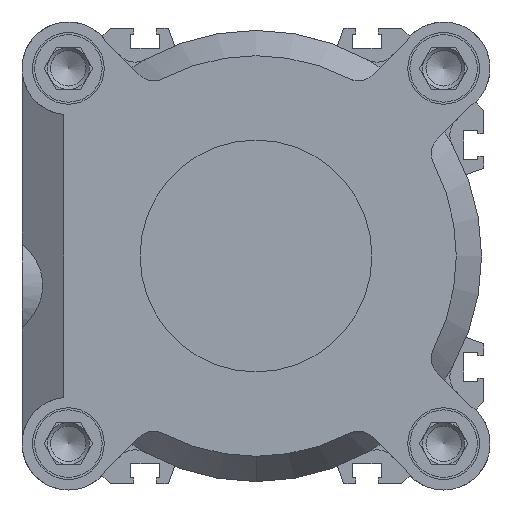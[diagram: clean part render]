
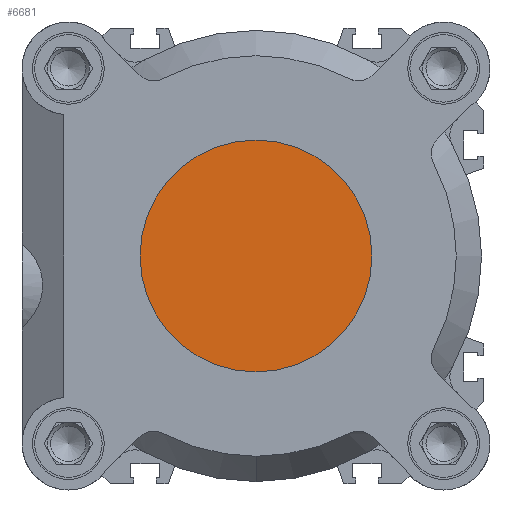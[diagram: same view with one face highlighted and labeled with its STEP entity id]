
A CAD part, left-side view. The second image highlights one B-rep face of the part: STEP entity #6681.
In plain terms, the highlighted face is planar.
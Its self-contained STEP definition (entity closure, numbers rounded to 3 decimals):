
#1813=VERTEX_POINT('',#10152);
#2422=CIRCLE('',#7190,27.5);
#2895=EDGE_CURVE('',#1813,#1813,#2422,.T.);
#4095=ORIENTED_EDGE('',*,*,#2895,.T.);
#5811=EDGE_LOOP('',(#4095));
#6252=FACE_BOUND('',#5811,.T.);
#6681=ADVANCED_FACE('',(#6252),#11831,.F.);
#7190=AXIS2_PLACEMENT_3D('',#10153,#8167,#8168);
#7191=AXIS2_PLACEMENT_3D('',#10154,#8169,$);
#8167=DIRECTION('',(1.,0.,0.));
#8168=DIRECTION('',(0.,0.,-27.5));
#8169=DIRECTION('',(-1.,0.,0.));
#10152=CARTESIAN_POINT('',(44.,0.,-27.5));
#10153=CARTESIAN_POINT('',(44.,0.,0.));
#10154=CARTESIAN_POINT('',(44.,27.5,0.));
#11831=PLANE('',#7191);
